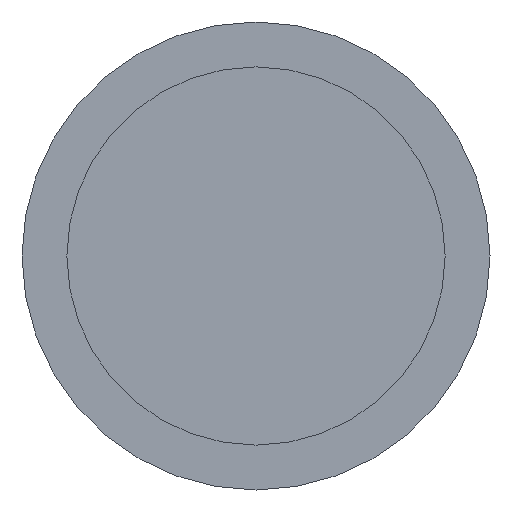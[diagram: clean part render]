
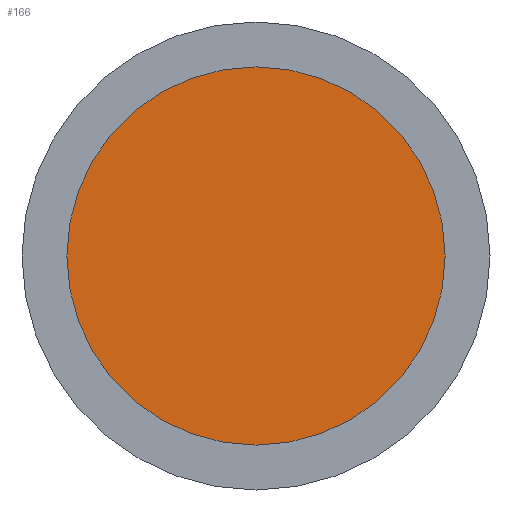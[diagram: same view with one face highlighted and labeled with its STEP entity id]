
A CAD part, front view. The second image highlights one B-rep face of the part: STEP entity #166.
In plain terms, the highlighted planar face has unit normal (0, -1, 0).
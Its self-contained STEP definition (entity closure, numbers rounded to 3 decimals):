
#50 = PLANE ( 'NONE',  #237 ) ;
#52 = CARTESIAN_POINT ( 'NONE',  ( 0., -15.4, 2. ) ) ;
#60 = VERTEX_POINT ( 'NONE', #314 ) ;
#83 = CARTESIAN_POINT ( 'NONE',  ( 0., -15.4, 0. ) ) ;
#84 = ORIENTED_EDGE ( 'NONE', *, *, #103, .F. ) ;
#96 = AXIS2_PLACEMENT_3D ( 'NONE', #83, #148, #159 ) ;
#97 = FACE_OUTER_BOUND ( 'NONE', #254, .T. ) ;
#103 = EDGE_CURVE ( 'NONE', #153, #60, #190, .T. ) ;
#117 = DIRECTION ( 'NONE',  ( 0., 1., 0. ) ) ;
#148 = DIRECTION ( 'NONE',  ( 0., 1., 0. ) ) ;
#153 = VERTEX_POINT ( 'NONE', #52 ) ;
#158 = ORIENTED_EDGE ( 'NONE', *, *, #275, .F. ) ;
#159 = DIRECTION ( 'NONE',  ( 0., 0., 1. ) ) ;
#160 = CIRCLE ( 'NONE', #96, 2. ) ;
#166 = ADVANCED_FACE ( 'NONE', ( #97 ), #50, .F. ) ;
#190 = CIRCLE ( 'NONE', #228, 2. ) ;
#194 = DIRECTION ( 'NONE',  ( 0., 1., 0. ) ) ;
#195 = DIRECTION ( 'NONE',  ( 0., 0., 1. ) ) ;
#199 = DIRECTION ( 'NONE',  ( 0., 0., 1. ) ) ;
#221 = CARTESIAN_POINT ( 'NONE',  ( 0., -15.4, 0. ) ) ;
#228 = AXIS2_PLACEMENT_3D ( 'NONE', #272, #117, #195 ) ;
#237 = AXIS2_PLACEMENT_3D ( 'NONE', #221, #194, #199 ) ;
#254 = EDGE_LOOP ( 'NONE', ( #84, #158 ) ) ;
#272 = CARTESIAN_POINT ( 'NONE',  ( 0., -15.4, 0. ) ) ;
#275 = EDGE_CURVE ( 'NONE', #60, #153, #160, .T. ) ;
#314 = CARTESIAN_POINT ( 'NONE',  ( 0., -15.4, -2. ) ) ;
